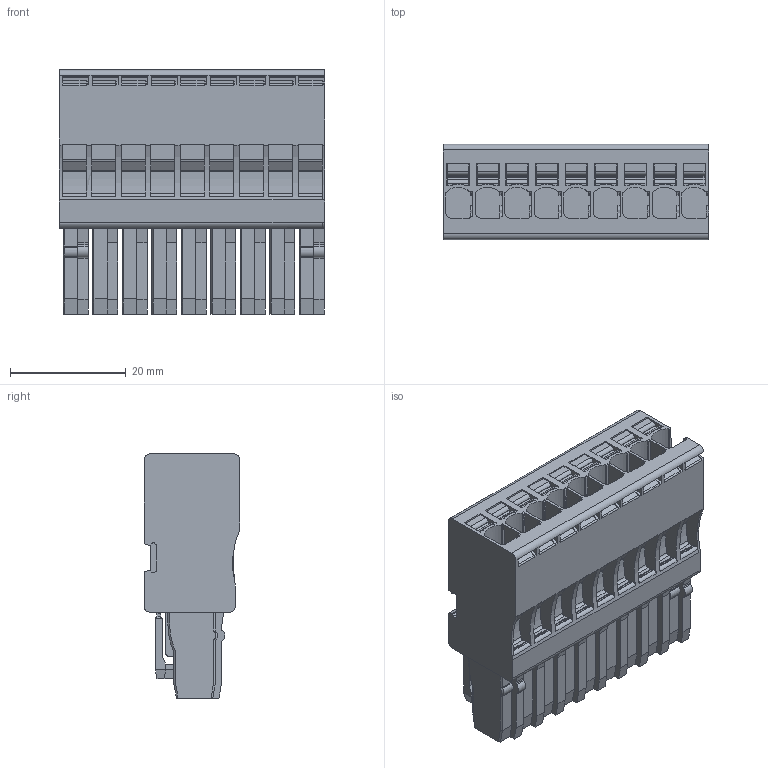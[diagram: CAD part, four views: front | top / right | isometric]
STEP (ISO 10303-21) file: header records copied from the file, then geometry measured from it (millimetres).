
FILE_DESCRIPTION(('CATIA V5R24 STEP','CAx-IF Rec.Pracs.--- Model Styling and Organization---1.2---2011-12-15'),'2;1');
FILE_NAME ('8655156_2', '2017-07-04T06:55:49+00:00', ('Weidmueller Interface'), ('Weidmueller'), 'CATIA Version 5-6 Release 2014 SP4 HF52', 'CATIA V5 STEP AP214', 'none');
FILE_SCHEMA(('AUTOMOTIVE_DESIGN { 1 0 10303 214 1 1 1 1 }'));
Products named in the file (1): 1513740000_APG_2-5_9
Bounding box: 45.9 x 16.5 x 42.25 mm (x, y, z)
Volume: 21829.2 mm3; surface area: 12838.8 mm2
Topology: 10 solids, 17 shells, 2307 faces, 6609 edges, 4354 vertices
Faces by surface type: plane 1311, cylinder 864, extrusion 117, cone 15
Entity records: 76777 total; most frequent: CARTESIAN_POINT 15823, ORIENTED_EDGE 13218, DIRECTION 10257, EDGE_CURVE 6609, VECTOR 4879, LINE 4762, VERTEX_POINT 4354, AXIS2_PLACEMENT_3D 3440
